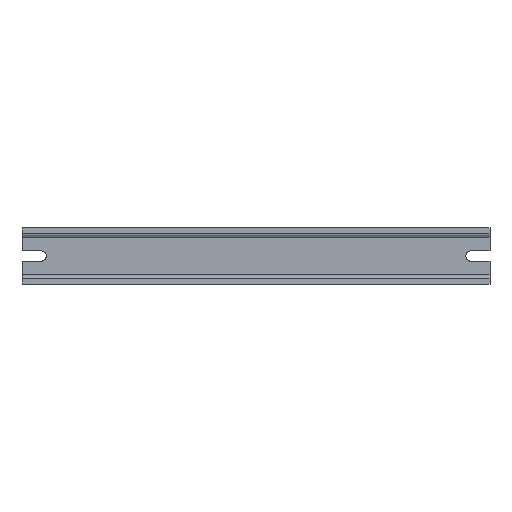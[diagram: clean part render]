
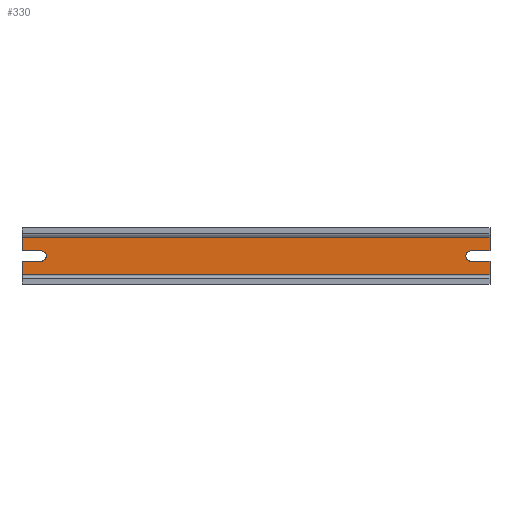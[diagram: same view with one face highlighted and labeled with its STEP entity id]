
A CAD part, top view. The second image highlights one B-rep face of the part: STEP entity #330.
In plain terms, the highlighted planar face has unit normal (0, 0, 1).
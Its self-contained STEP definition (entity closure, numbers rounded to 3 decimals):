
#246=AXIS2_PLACEMENT_3D('Plane Axis2P3D',#243,#244,#245) ;
#280=AXIS2_PLACEMENT_3D('Circle Axis2P3D',#278,#279,$) ;
#50=CARTESIAN_POINT('Vertex',(11.85,20.65,1.5)) ;
#53=CARTESIAN_POINT('Line Origine',(5.925,20.65,1.5)) ;
#57=CARTESIAN_POINT('Vertex',(0.,20.65,1.5)) ;
#218=CARTESIAN_POINT('Control Point',(11.85,14.35,1.5)) ;
#219=CARTESIAN_POINT('Control Point',(12.84,14.35,1.5)) ;
#220=CARTESIAN_POINT('Control Point',(13.829,14.739,1.5)) ;
#221=CARTESIAN_POINT('Control Point',(14.611,15.521,1.5)) ;
#222=CARTESIAN_POINT('Control Point',(15.389,17.5,1.5)) ;
#223=CARTESIAN_POINT('Control Point',(14.611,19.479,1.5)) ;
#224=CARTESIAN_POINT('Control Point',(13.829,20.261,1.5)) ;
#225=CARTESIAN_POINT('Control Point',(12.84,20.65,1.5)) ;
#226=CARTESIAN_POINT('Control Point',(11.85,20.65,1.5)) ;
#227=CARTESIAN_POINT('Vertex',(11.85,14.35,1.5)) ;
#243=CARTESIAN_POINT('Axis2P3D Location',(0.,29.,1.5)) ;
#248=CARTESIAN_POINT('Line Origine',(0.,10.175,1.5)) ;
#252=CARTESIAN_POINT('Vertex',(0.,14.35,1.5)) ;
#254=CARTESIAN_POINT('Vertex',(0.,6.,1.5)) ;
#257=CARTESIAN_POINT('Line Origine',(144.5,6.,1.5)) ;
#261=CARTESIAN_POINT('Vertex',(289.,6.,1.5)) ;
#264=CARTESIAN_POINT('Line Origine',(289.,10.175,1.5)) ;
#268=CARTESIAN_POINT('Vertex',(289.,14.35,1.5)) ;
#271=CARTESIAN_POINT('Line Origine',(283.075,14.35,1.5)) ;
#275=CARTESIAN_POINT('Vertex',(277.15,14.35,1.5)) ;
#278=CARTESIAN_POINT('Axis2P3D Location',(277.15,17.5,1.5)) ;
#282=CARTESIAN_POINT('Vertex',(277.15,20.65,1.5)) ;
#285=CARTESIAN_POINT('Line Origine',(283.075,20.65,1.5)) ;
#289=CARTESIAN_POINT('Vertex',(289.,20.65,1.5)) ;
#292=CARTESIAN_POINT('Line Origine',(289.,24.825,1.5)) ;
#296=CARTESIAN_POINT('Vertex',(289.,29.,1.5)) ;
#299=CARTESIAN_POINT('Line Origine',(144.5,29.,1.5)) ;
#303=CARTESIAN_POINT('Vertex',(0.,29.,1.5)) ;
#306=CARTESIAN_POINT('Line Origine',(0.,24.825,1.5)) ;
#311=CARTESIAN_POINT('Line Origine',(5.925,14.35,1.5)) ;
#54=DIRECTION('Vector Direction',(-1.,0.,0.)) ;
#244=DIRECTION('Axis2P3D Direction',(-0.,0.,1.)) ;
#245=DIRECTION('Axis2P3D XDirection',(0.,-1.,0.)) ;
#249=DIRECTION('Vector Direction',(0.,-1.,0.)) ;
#258=DIRECTION('Vector Direction',(1.,0.,0.)) ;
#265=DIRECTION('Vector Direction',(0.,-1.,0.)) ;
#272=DIRECTION('Vector Direction',(1.,0.,0.)) ;
#279=DIRECTION('Axis2P3D Direction',(-0.,0.,1.)) ;
#286=DIRECTION('Vector Direction',(1.,0.,0.)) ;
#293=DIRECTION('Vector Direction',(0.,-1.,0.)) ;
#300=DIRECTION('Vector Direction',(1.,0.,0.)) ;
#307=DIRECTION('Vector Direction',(0.,-1.,0.)) ;
#312=DIRECTION('Vector Direction',(-1.,0.,0.)) ;
#55=VECTOR('Line Direction',#54,1.) ;
#250=VECTOR('Line Direction',#249,1.) ;
#259=VECTOR('Line Direction',#258,1.) ;
#266=VECTOR('Line Direction',#265,1.) ;
#273=VECTOR('Line Direction',#272,1.) ;
#287=VECTOR('Line Direction',#286,1.) ;
#294=VECTOR('Line Direction',#293,1.) ;
#301=VECTOR('Line Direction',#300,1.) ;
#308=VECTOR('Line Direction',#307,1.) ;
#313=VECTOR('Line Direction',#312,1.) ;
#317=ORIENTED_EDGE('',*,*,#256,.T.) ;
#318=ORIENTED_EDGE('',*,*,#263,.T.) ;
#319=ORIENTED_EDGE('',*,*,#270,.F.) ;
#320=ORIENTED_EDGE('',*,*,#277,.F.) ;
#321=ORIENTED_EDGE('',*,*,#284,.F.) ;
#322=ORIENTED_EDGE('',*,*,#291,.T.) ;
#323=ORIENTED_EDGE('',*,*,#298,.F.) ;
#324=ORIENTED_EDGE('',*,*,#305,.F.) ;
#325=ORIENTED_EDGE('',*,*,#310,.T.) ;
#326=ORIENTED_EDGE('',*,*,#59,.F.) ;
#327=ORIENTED_EDGE('',*,*,#229,.F.) ;
#328=ORIENTED_EDGE('',*,*,#315,.T.) ;
#330=ADVANCED_FACE('Rail',(#329),#247,.T.) ;
#217=B_SPLINE_CURVE_WITH_KNOTS('',5,(#218,#219,#220,#221,#222,#223,#224,#225,#226),.UNSPECIFIED.,.F.,.U.,(6,3,6),(-4.948,0.,4.948),.UNSPECIFIED.) ;
#281=CIRCLE('generated circle',#280,3.15) ;
#59=EDGE_CURVE('',#51,#58,#56,.T.) ;
#229=EDGE_CURVE('',#228,#51,#217,.T.) ;
#256=EDGE_CURVE('',#253,#255,#251,.T.) ;
#263=EDGE_CURVE('',#255,#262,#260,.T.) ;
#270=EDGE_CURVE('',#269,#262,#267,.T.) ;
#277=EDGE_CURVE('',#276,#269,#274,.T.) ;
#284=EDGE_CURVE('',#283,#276,#281,.T.) ;
#291=EDGE_CURVE('',#283,#290,#288,.T.) ;
#298=EDGE_CURVE('',#297,#290,#295,.T.) ;
#305=EDGE_CURVE('',#304,#297,#302,.T.) ;
#310=EDGE_CURVE('',#304,#58,#309,.T.) ;
#315=EDGE_CURVE('',#228,#253,#314,.T.) ;
#316=EDGE_LOOP('',(#317,#318,#319,#320,#321,#322,#323,#324,#325,#326,#327,#328)) ;
#329=FACE_OUTER_BOUND('',#316,.T.) ;
#56=LINE('Line',#53,#55) ;
#251=LINE('Line',#248,#250) ;
#260=LINE('Line',#257,#259) ;
#267=LINE('Line',#264,#266) ;
#274=LINE('Line',#271,#273) ;
#288=LINE('Line',#285,#287) ;
#295=LINE('Line',#292,#294) ;
#302=LINE('Line',#299,#301) ;
#309=LINE('Line',#306,#308) ;
#314=LINE('Line',#311,#313) ;
#247=PLANE('',#246) ;
#51=VERTEX_POINT('',#50) ;
#58=VERTEX_POINT('',#57) ;
#228=VERTEX_POINT('',#227) ;
#253=VERTEX_POINT('',#252) ;
#255=VERTEX_POINT('',#254) ;
#262=VERTEX_POINT('',#261) ;
#269=VERTEX_POINT('',#268) ;
#276=VERTEX_POINT('',#275) ;
#283=VERTEX_POINT('',#282) ;
#290=VERTEX_POINT('',#289) ;
#297=VERTEX_POINT('',#296) ;
#304=VERTEX_POINT('',#303) ;
